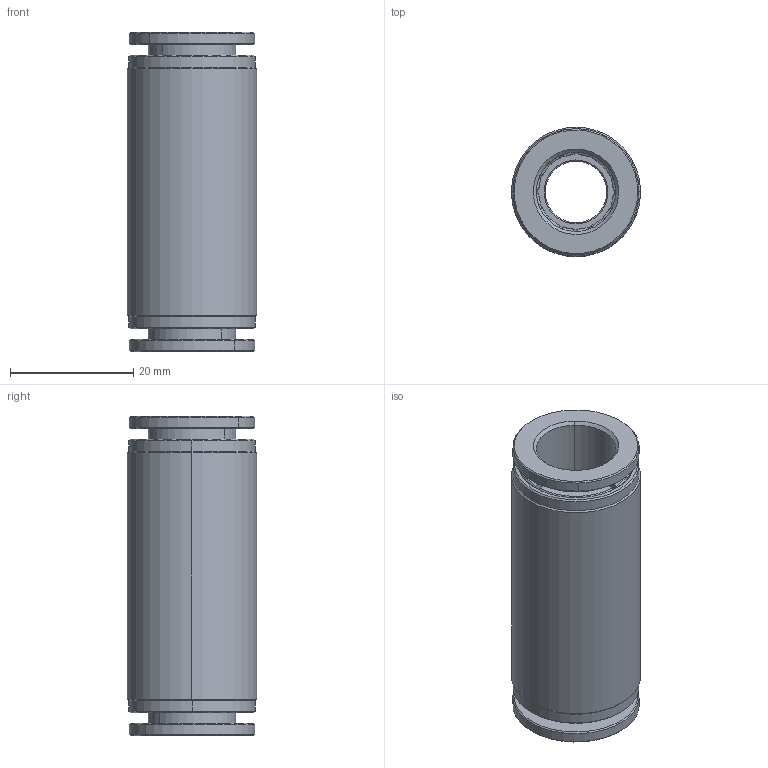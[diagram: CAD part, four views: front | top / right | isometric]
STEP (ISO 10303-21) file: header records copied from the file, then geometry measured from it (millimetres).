
FILE_DESCRIPTION (( 'STEP AP214' ), '1' );
FILE_NAME ('SUS1-2W.STEP', '2018-06-12T17:10:27', ( '' ), ( '' ), 'SwSTEP 2.0', 'SolidWorks 2016', '' );
FILE_SCHEMA (( 'AUTOMOTIVE_DESIGN' ));
Length unit declared in the file: millimetre
Products named in the file (1): SUS1-2W
Bounding box: 21 x 21 x 51.88 mm (x, y, z)
Volume: 9612.6 mm3; surface area: 13412.7 mm2
Topology: 11 solids, 11 shells, 802 faces, 2230 edges, 1460 vertices
Faces by surface type: plane 296, cone 266, cylinder 128, bspline 108, torus 4
Entity records: 37464 total; most frequent: CARTESIAN_POINT 9441, ORIENTED_EDGE 4460, DIRECTION 3460, EDGE_CURVE 2230, VERTEX_POINT 1460, AXIS2_PLACEMENT_3D 1431, B_SPLINE_CURVE_WITH_KNOTS 896, EDGE_LOOP 834
